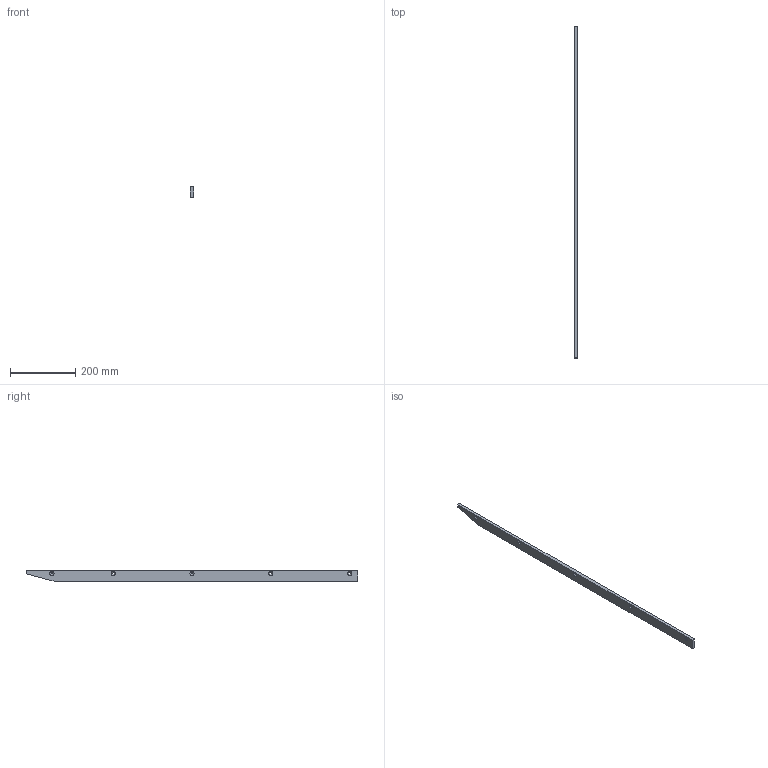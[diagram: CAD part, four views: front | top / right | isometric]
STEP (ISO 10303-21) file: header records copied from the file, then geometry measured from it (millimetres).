
FILE_DESCRIPTION(/* description */ (''),/* implementation_level */ '2;1');
FILE_NAME(/* name */ 'GE-17054_26.stp',/* time_stamp */ '2017-01-08T13:26:44-05:00',/* author */ ('jeff1'),/* organization */ (''),/* preprocessor_version */ 'ST-DEVELOPER v16.5',/* originating_system */ 'Autodesk Inventor 2017',/* authorisation */ '');
FILE_SCHEMA (('AUTOMOTIVE_DESIGN { 1 0 10303 214 3 1 1 }'));
Length unit declared in the file: inch
Products named in the file (1): GE-17054_26
Bounding box: 9.53 x 1016 x 31.75 mm (x, y, z)
Volume: 294705.3 mm3; surface area: 82708.9 mm2
Topology: 1 solids, 1 shells, 23 faces, 53 edges, 32 vertices
Faces by surface type: cone 10, plane 7, cylinder 6
Full cylindrical faces by diameter (mm): 6.528 x5
Entity records: 626 total; most frequent: DIRECTION 108, CARTESIAN_POINT 94, ORIENTED_EDGE 76, EDGE_LOOP 48, AXIS2_PLACEMENT_3D 46, EDGE_CURVE 38, VERTEX_POINT 32, FACE_BOUND 25
